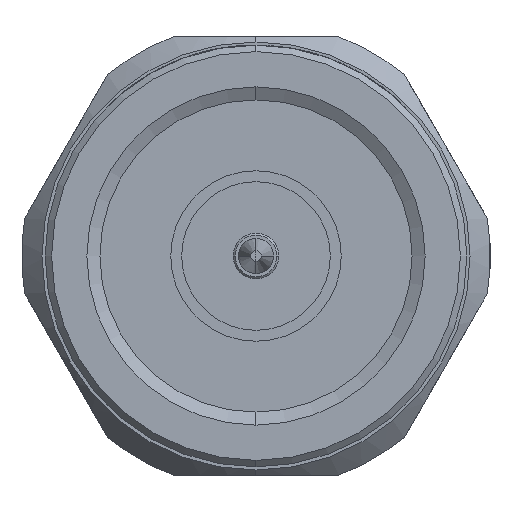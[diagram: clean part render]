
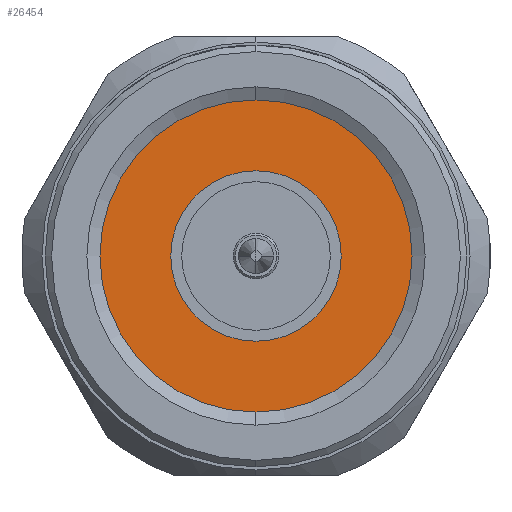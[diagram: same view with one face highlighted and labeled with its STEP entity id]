
A CAD part, left-side view. The second image highlights one B-rep face of the part: STEP entity #26454.
In plain terms, the highlighted planar face has unit normal (-1, 0, 0).
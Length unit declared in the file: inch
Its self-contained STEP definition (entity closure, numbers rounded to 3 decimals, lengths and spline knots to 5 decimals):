
#715 = VERTEX_POINT ( 'NONE', #44711 ) ;
#1495 = CIRCLE ( 'NONE', #31521, 0.34395 ) ;
#1684 = VERTEX_POINT ( 'NONE', #8053 ) ;
#2163 = DIRECTION ( 'NONE',  ( -1., 0., 0. ) ) ;
#3741 = ORIENTED_EDGE ( 'NONE', *, *, #43559, .F. ) ;
#5001 = EDGE_CURVE ( 'NONE', #25051, #39660, #8813, .T. ) ;
#5198 = CIRCLE ( 'NONE', #28116, 0.15748 ) ;
#5630 = DIRECTION ( 'NONE',  ( 0., 0., -1. ) ) ;
#7301 = DIRECTION ( 'NONE',  ( -1., 0., 0. ) ) ;
#8053 = CARTESIAN_POINT ( 'NONE',  ( 0.41653, 0., 0.34395 ) ) ;
#8605 = AXIS2_PLACEMENT_3D ( 'NONE', #16123, #7301, #26343 ) ;
#8813 = CIRCLE ( 'NONE', #36406, 0.15748 ) ;
#15819 = ORIENTED_EDGE ( 'NONE', *, *, #5001, .F. ) ;
#16123 = CARTESIAN_POINT ( 'NONE',  ( 0.41653, 0., 0. ) ) ;
#18566 = CARTESIAN_POINT ( 'NONE',  ( 0.41653, 0., 0.15748 ) ) ;
#19012 = CARTESIAN_POINT ( 'NONE',  ( 0.41653, 0., -0.15748 ) ) ;
#19052 = EDGE_LOOP ( 'NONE', ( #3741, #15819 ) ) ;
#24175 = FACE_OUTER_BOUND ( 'NONE', #36665, .T. ) ;
#24673 = FACE_BOUND ( 'NONE', #19052, .T. ) ;
#25051 = VERTEX_POINT ( 'NONE', #19012 ) ;
#26343 = DIRECTION ( 'NONE',  ( 0., 0., 1. ) ) ;
#26454 = ADVANCED_FACE ( 'NONE', ( #24673, #24175 ), #43382, .F. ) ;
#26928 = DIRECTION ( 'NONE',  ( -1., 0., 0. ) ) ;
#28116 = AXIS2_PLACEMENT_3D ( 'NONE', #38254, #26928, #37294 ) ;
#30889 = ORIENTED_EDGE ( 'NONE', *, *, #32067, .T. ) ;
#31521 = AXIS2_PLACEMENT_3D ( 'NONE', #46867, #2163, #35544 ) ;
#32067 = EDGE_CURVE ( 'NONE', #1684, #715, #36989, .T. ) ;
#32685 = EDGE_CURVE ( 'NONE', #715, #1684, #1495, .T. ) ;
#35544 = DIRECTION ( 'NONE',  ( 0., 0., 1. ) ) ;
#36406 = AXIS2_PLACEMENT_3D ( 'NONE', #37481, #44136, #48077 ) ;
#36665 = EDGE_LOOP ( 'NONE', ( #30889, #40213 ) ) ;
#36989 = CIRCLE ( 'NONE', #8605, 0.34395 ) ;
#37294 = DIRECTION ( 'NONE',  ( 0., 0., 1. ) ) ;
#37481 = CARTESIAN_POINT ( 'NONE',  ( 0.41653, 0., 0. ) ) ;
#38254 = CARTESIAN_POINT ( 'NONE',  ( 0.41653, 0., 0. ) ) ;
#39216 = CARTESIAN_POINT ( 'NONE',  ( 0.41653, 0., 0. ) ) ;
#39467 = DIRECTION ( 'NONE',  ( 1., 0., 0. ) ) ;
#39660 = VERTEX_POINT ( 'NONE', #18566 ) ;
#40213 = ORIENTED_EDGE ( 'NONE', *, *, #32685, .T. ) ;
#43382 = PLANE ( 'NONE',  #47505 ) ;
#43559 = EDGE_CURVE ( 'NONE', #39660, #25051, #5198, .T. ) ;
#44136 = DIRECTION ( 'NONE',  ( -1., 0., 0. ) ) ;
#44711 = CARTESIAN_POINT ( 'NONE',  ( 0.41653, 0., -0.34395 ) ) ;
#46867 = CARTESIAN_POINT ( 'NONE',  ( 0.41653, 0., 0. ) ) ;
#47505 = AXIS2_PLACEMENT_3D ( 'NONE', #39216, #39467, #5630 ) ;
#48077 = DIRECTION ( 'NONE',  ( 0., 0., 1. ) ) ;
